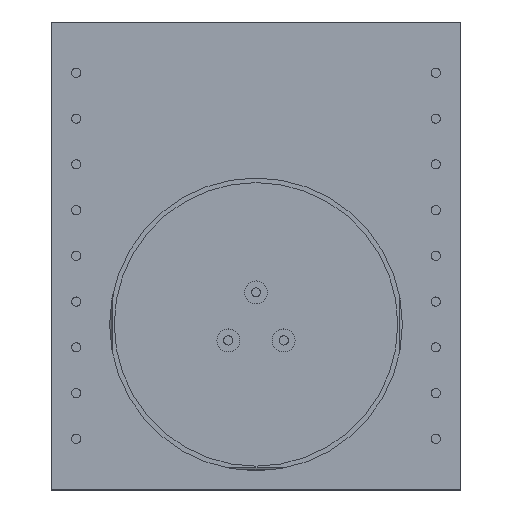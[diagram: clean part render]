
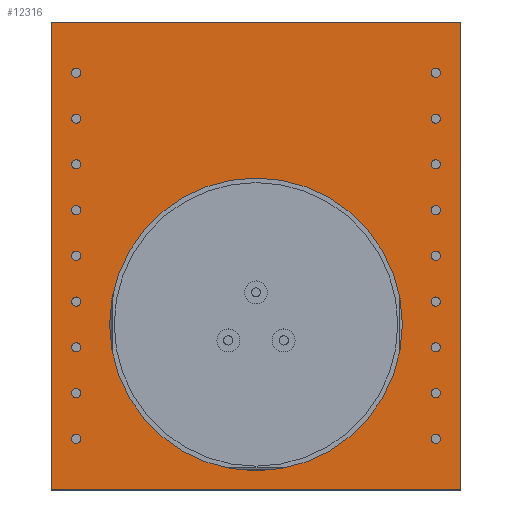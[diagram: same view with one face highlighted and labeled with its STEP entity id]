
A CAD part, top view. The second image highlights one B-rep face of the part: STEP entity #12316.
In plain terms, the highlighted planar face has unit normal (0, 0, 1).
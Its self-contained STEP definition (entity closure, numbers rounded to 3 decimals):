
#350=FACE_BOUND('',#2142,.T.);
#351=FACE_BOUND('',#2143,.T.);
#352=FACE_BOUND('',#2144,.T.);
#353=FACE_BOUND('',#2145,.T.);
#354=FACE_BOUND('',#2146,.T.);
#355=FACE_BOUND('',#2147,.T.);
#356=FACE_BOUND('',#2148,.T.);
#357=FACE_BOUND('',#2149,.T.);
#358=FACE_BOUND('',#2150,.T.);
#359=FACE_BOUND('',#2151,.T.);
#360=FACE_BOUND('',#2152,.T.);
#361=FACE_BOUND('',#2153,.T.);
#362=FACE_BOUND('',#2154,.T.);
#363=FACE_BOUND('',#2155,.T.);
#364=FACE_BOUND('',#2156,.T.);
#365=FACE_BOUND('',#2157,.T.);
#366=FACE_BOUND('',#2158,.T.);
#367=FACE_BOUND('',#2159,.T.);
#368=FACE_BOUND('',#2160,.T.);
#672=PLANE('',#13834);
#1352=FACE_OUTER_BOUND('',#2141,.T.);
#2141=EDGE_LOOP('',(#11098,#11099,#11100,#11101));
#2142=EDGE_LOOP('',(#11102));
#2143=EDGE_LOOP('',(#11103));
#2144=EDGE_LOOP('',(#11104));
#2145=EDGE_LOOP('',(#11105));
#2146=EDGE_LOOP('',(#11106));
#2147=EDGE_LOOP('',(#11107));
#2148=EDGE_LOOP('',(#11108));
#2149=EDGE_LOOP('',(#11109));
#2150=EDGE_LOOP('',(#11110));
#2151=EDGE_LOOP('',(#11111));
#2152=EDGE_LOOP('',(#11112));
#2153=EDGE_LOOP('',(#11113));
#2154=EDGE_LOOP('',(#11114));
#2155=EDGE_LOOP('',(#11115));
#2156=EDGE_LOOP('',(#11116));
#2157=EDGE_LOOP('',(#11117));
#2158=EDGE_LOOP('',(#11118));
#2159=EDGE_LOOP('',(#11119));
#2160=EDGE_LOOP('',(#11120));
#3170=LINE('',#22560,#4139);
#3173=LINE('',#22566,#4142);
#3176=LINE('',#22572,#4145);
#3179=LINE('',#22576,#4148);
#4139=VECTOR('',#17617,10.);
#4142=VECTOR('',#17622,10.);
#4145=VECTOR('',#17627,10.);
#4148=VECTOR('',#17632,10.);
#4887=CIRCLE('',#13825,1.5);
#4889=CIRCLE('',#13828,48.);
#4891=CIRCLE('',#13835,1.5);
#4892=CIRCLE('',#13836,1.5);
#4893=CIRCLE('',#13837,1.5);
#4894=CIRCLE('',#13838,1.5);
#4895=CIRCLE('',#13839,1.5);
#4896=CIRCLE('',#13840,1.5);
#4897=CIRCLE('',#13841,1.5);
#4898=CIRCLE('',#13842,1.5);
#4899=CIRCLE('',#13843,1.5);
#4900=CIRCLE('',#13844,1.5);
#4901=CIRCLE('',#13845,1.5);
#4902=CIRCLE('',#13846,1.5);
#4903=CIRCLE('',#13847,1.5);
#4904=CIRCLE('',#13848,1.5);
#4905=CIRCLE('',#13849,1.5);
#4906=CIRCLE('',#13850,1.5);
#4907=CIRCLE('',#13851,1.5);
#5956=VERTEX_POINT('',#22542);
#5958=VERTEX_POINT('',#22548);
#5962=VERTEX_POINT('',#22557);
#5963=VERTEX_POINT('',#22559);
#5965=VERTEX_POINT('',#22565);
#5967=VERTEX_POINT('',#22571);
#5968=VERTEX_POINT('',#22578);
#5969=VERTEX_POINT('',#22580);
#5970=VERTEX_POINT('',#22582);
#5971=VERTEX_POINT('',#22584);
#5972=VERTEX_POINT('',#22586);
#5973=VERTEX_POINT('',#22588);
#5974=VERTEX_POINT('',#22590);
#5975=VERTEX_POINT('',#22592);
#5976=VERTEX_POINT('',#22594);
#5977=VERTEX_POINT('',#22596);
#5978=VERTEX_POINT('',#22598);
#5979=VERTEX_POINT('',#22600);
#5980=VERTEX_POINT('',#22602);
#5981=VERTEX_POINT('',#22604);
#5982=VERTEX_POINT('',#22606);
#5983=VERTEX_POINT('',#22608);
#5984=VERTEX_POINT('',#22610);
#7677=EDGE_CURVE('',#5956,#5956,#4887,.T.);
#7680=EDGE_CURVE('',#5958,#5958,#4889,.T.);
#7685=EDGE_CURVE('',#5963,#5962,#3170,.T.);
#7688=EDGE_CURVE('',#5965,#5963,#3173,.T.);
#7691=EDGE_CURVE('',#5967,#5965,#3176,.T.);
#7694=EDGE_CURVE('',#5962,#5967,#3179,.T.);
#7695=EDGE_CURVE('',#5968,#5968,#4891,.T.);
#7696=EDGE_CURVE('',#5969,#5969,#4892,.T.);
#7697=EDGE_CURVE('',#5970,#5970,#4893,.T.);
#7698=EDGE_CURVE('',#5971,#5971,#4894,.T.);
#7699=EDGE_CURVE('',#5972,#5972,#4895,.T.);
#7700=EDGE_CURVE('',#5973,#5973,#4896,.T.);
#7701=EDGE_CURVE('',#5974,#5974,#4897,.T.);
#7702=EDGE_CURVE('',#5975,#5975,#4898,.T.);
#7703=EDGE_CURVE('',#5976,#5976,#4899,.T.);
#7704=EDGE_CURVE('',#5977,#5977,#4900,.T.);
#7705=EDGE_CURVE('',#5978,#5978,#4901,.T.);
#7706=EDGE_CURVE('',#5979,#5979,#4902,.T.);
#7707=EDGE_CURVE('',#5980,#5980,#4903,.T.);
#7708=EDGE_CURVE('',#5981,#5981,#4904,.T.);
#7709=EDGE_CURVE('',#5982,#5982,#4905,.T.);
#7710=EDGE_CURVE('',#5983,#5983,#4906,.T.);
#7711=EDGE_CURVE('',#5984,#5984,#4907,.T.);
#11098=ORIENTED_EDGE('',*,*,#7694,.T.);
#11099=ORIENTED_EDGE('',*,*,#7691,.T.);
#11100=ORIENTED_EDGE('',*,*,#7688,.T.);
#11101=ORIENTED_EDGE('',*,*,#7685,.T.);
#11102=ORIENTED_EDGE('',*,*,#7695,.F.);
#11103=ORIENTED_EDGE('',*,*,#7696,.F.);
#11104=ORIENTED_EDGE('',*,*,#7697,.F.);
#11105=ORIENTED_EDGE('',*,*,#7698,.F.);
#11106=ORIENTED_EDGE('',*,*,#7699,.F.);
#11107=ORIENTED_EDGE('',*,*,#7700,.F.);
#11108=ORIENTED_EDGE('',*,*,#7701,.F.);
#11109=ORIENTED_EDGE('',*,*,#7702,.F.);
#11110=ORIENTED_EDGE('',*,*,#7703,.F.);
#11111=ORIENTED_EDGE('',*,*,#7704,.T.);
#11112=ORIENTED_EDGE('',*,*,#7705,.T.);
#11113=ORIENTED_EDGE('',*,*,#7706,.T.);
#11114=ORIENTED_EDGE('',*,*,#7707,.T.);
#11115=ORIENTED_EDGE('',*,*,#7708,.T.);
#11116=ORIENTED_EDGE('',*,*,#7709,.T.);
#11117=ORIENTED_EDGE('',*,*,#7710,.T.);
#11118=ORIENTED_EDGE('',*,*,#7711,.T.);
#11119=ORIENTED_EDGE('',*,*,#7680,.T.);
#11120=ORIENTED_EDGE('',*,*,#7677,.T.);
#12316=ADVANCED_FACE('',(#1352,#350,#351,#352,#353,#354,#355,#356,#357,
#358,#359,#360,#361,#362,#363,#364,#365,#366,#367,#368),#672,.T.);
#13825=AXIS2_PLACEMENT_3D('',#22543,#17601,#17602);
#13828=AXIS2_PLACEMENT_3D('',#22549,#17608,#17609);
#13834=AXIS2_PLACEMENT_3D('',#22577,#17633,#17634);
#13835=AXIS2_PLACEMENT_3D('',#22579,#17635,#17636);
#13836=AXIS2_PLACEMENT_3D('',#22581,#17637,#17638);
#13837=AXIS2_PLACEMENT_3D('',#22583,#17639,#17640);
#13838=AXIS2_PLACEMENT_3D('',#22585,#17641,#17642);
#13839=AXIS2_PLACEMENT_3D('',#22587,#17643,#17644);
#13840=AXIS2_PLACEMENT_3D('',#22589,#17645,#17646);
#13841=AXIS2_PLACEMENT_3D('',#22591,#17647,#17648);
#13842=AXIS2_PLACEMENT_3D('',#22593,#17649,#17650);
#13843=AXIS2_PLACEMENT_3D('',#22595,#17651,#17652);
#13844=AXIS2_PLACEMENT_3D('',#22597,#17653,#17654);
#13845=AXIS2_PLACEMENT_3D('',#22599,#17655,#17656);
#13846=AXIS2_PLACEMENT_3D('',#22601,#17657,#17658);
#13847=AXIS2_PLACEMENT_3D('',#22603,#17659,#17660);
#13848=AXIS2_PLACEMENT_3D('',#22605,#17661,#17662);
#13849=AXIS2_PLACEMENT_3D('',#22607,#17663,#17664);
#13850=AXIS2_PLACEMENT_3D('',#22609,#17665,#17666);
#13851=AXIS2_PLACEMENT_3D('',#22611,#17667,#17668);
#17601=DIRECTION('center_axis',(0.,0.,-1.));
#17602=DIRECTION('ref_axis',(-1.,0.,0.));
#17608=DIRECTION('center_axis',(0.,0.,-1.));
#17609=DIRECTION('ref_axis',(-1.,0.,0.));
#17617=DIRECTION('',(-1.,0.,0.));
#17622=DIRECTION('',(0.,1.,0.));
#17627=DIRECTION('',(1.,0.,0.));
#17632=DIRECTION('',(0.,-1.,0.));
#17633=DIRECTION('center_axis',(0.,0.,1.));
#17634=DIRECTION('ref_axis',(-1.,0.,0.));
#17635=DIRECTION('center_axis',(0.,0.,1.));
#17636=DIRECTION('ref_axis',(1.,0.,0.));
#17637=DIRECTION('center_axis',(0.,0.,1.));
#17638=DIRECTION('ref_axis',(1.,0.,0.));
#17639=DIRECTION('center_axis',(0.,0.,1.));
#17640=DIRECTION('ref_axis',(1.,0.,0.));
#17641=DIRECTION('center_axis',(0.,0.,1.));
#17642=DIRECTION('ref_axis',(1.,0.,0.));
#17643=DIRECTION('center_axis',(0.,0.,1.));
#17644=DIRECTION('ref_axis',(1.,0.,0.));
#17645=DIRECTION('center_axis',(0.,0.,1.));
#17646=DIRECTION('ref_axis',(1.,0.,0.));
#17647=DIRECTION('center_axis',(0.,0.,1.));
#17648=DIRECTION('ref_axis',(1.,0.,0.));
#17649=DIRECTION('center_axis',(0.,0.,1.));
#17650=DIRECTION('ref_axis',(1.,0.,0.));
#17651=DIRECTION('center_axis',(0.,0.,1.));
#17652=DIRECTION('ref_axis',(1.,0.,0.));
#17653=DIRECTION('center_axis',(0.,0.,-1.));
#17654=DIRECTION('ref_axis',(-1.,0.,0.));
#17655=DIRECTION('center_axis',(0.,0.,-1.));
#17656=DIRECTION('ref_axis',(-1.,0.,0.));
#17657=DIRECTION('center_axis',(0.,0.,-1.));
#17658=DIRECTION('ref_axis',(-1.,0.,0.));
#17659=DIRECTION('center_axis',(0.,0.,-1.));
#17660=DIRECTION('ref_axis',(-1.,0.,0.));
#17661=DIRECTION('center_axis',(0.,0.,-1.));
#17662=DIRECTION('ref_axis',(-1.,0.,0.));
#17663=DIRECTION('center_axis',(0.,0.,-1.));
#17664=DIRECTION('ref_axis',(-1.,0.,0.));
#17665=DIRECTION('center_axis',(0.,0.,-1.));
#17666=DIRECTION('ref_axis',(-1.,0.,0.));
#17667=DIRECTION('center_axis',(0.,0.,-1.));
#17668=DIRECTION('ref_axis',(-1.,0.,0.));
#22542=CARTESIAN_POINT('',(-57.45,15.934,20.003));
#22543=CARTESIAN_POINT('Origin',(-58.95,15.934,20.003));
#22548=CARTESIAN_POINT('',(48.,-6.556,20.003));
#22549=CARTESIAN_POINT('Origin',(0.,-6.556,20.003));
#22557=CARTESIAN_POINT('',(-67.1,92.624,20.003));
#22559=CARTESIAN_POINT('',(67.1,92.624,20.003));
#22560=CARTESIAN_POINT('',(-67.1,92.624,20.003));
#22565=CARTESIAN_POINT('',(67.1,-60.756,20.003));
#22566=CARTESIAN_POINT('',(67.1,92.624,20.003));
#22571=CARTESIAN_POINT('',(-67.1,-60.756,20.003));
#22572=CARTESIAN_POINT('',(67.1,-60.756,20.003));
#22576=CARTESIAN_POINT('',(-67.1,-60.756,20.003));
#22577=CARTESIAN_POINT('Origin',(0.,15.934,
20.003));
#22578=CARTESIAN_POINT('',(57.45,45.934,20.003));
#22579=CARTESIAN_POINT('Origin',(58.95,45.934,20.003));
#22580=CARTESIAN_POINT('',(57.45,15.934,20.003));
#22581=CARTESIAN_POINT('Origin',(58.95,15.934,20.003));
#22582=CARTESIAN_POINT('',(57.45,60.934,20.003));
#22583=CARTESIAN_POINT('Origin',(58.95,60.934,20.003));
#22584=CARTESIAN_POINT('',(57.45,75.934,20.003));
#22585=CARTESIAN_POINT('Origin',(58.95,75.934,20.003));
#22586=CARTESIAN_POINT('',(57.45,-44.066,20.003));
#22587=CARTESIAN_POINT('Origin',(58.95,-44.066,20.003));
#22588=CARTESIAN_POINT('',(57.45,0.934,20.003));
#22589=CARTESIAN_POINT('Origin',(58.95,0.934,20.003));
#22590=CARTESIAN_POINT('',(57.45,30.934,20.003));
#22591=CARTESIAN_POINT('Origin',(58.95,30.934,20.003));
#22592=CARTESIAN_POINT('',(57.45,-29.066,20.003));
#22593=CARTESIAN_POINT('Origin',(58.95,-29.066,20.003));
#22594=CARTESIAN_POINT('',(57.45,-14.066,20.003));
#22595=CARTESIAN_POINT('Origin',(58.95,-14.066,20.003));
#22596=CARTESIAN_POINT('',(-57.45,75.934,20.003));
#22597=CARTESIAN_POINT('Origin',(-58.95,75.934,20.003));
#22598=CARTESIAN_POINT('',(-57.45,60.934,20.003));
#22599=CARTESIAN_POINT('Origin',(-58.95,60.934,20.003));
#22600=CARTESIAN_POINT('',(-57.45,45.934,20.003));
#22601=CARTESIAN_POINT('Origin',(-58.95,45.934,20.003));
#22602=CARTESIAN_POINT('',(-57.45,30.934,20.003));
#22603=CARTESIAN_POINT('Origin',(-58.95,30.934,20.003));
#22604=CARTESIAN_POINT('',(-57.45,0.934,20.003));
#22605=CARTESIAN_POINT('Origin',(-58.95,0.934,20.003));
#22606=CARTESIAN_POINT('',(-57.45,-14.066,20.003));
#22607=CARTESIAN_POINT('Origin',(-58.95,-14.066,20.003));
#22608=CARTESIAN_POINT('',(-57.45,-29.066,20.003));
#22609=CARTESIAN_POINT('Origin',(-58.95,-29.066,20.003));
#22610=CARTESIAN_POINT('',(-57.45,-44.066,20.003));
#22611=CARTESIAN_POINT('Origin',(-58.95,-44.066,20.003));
